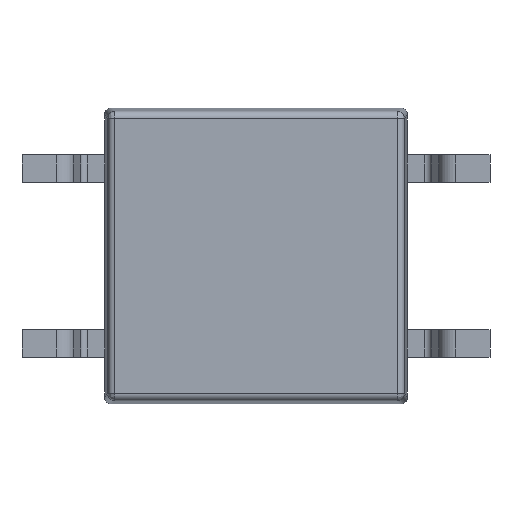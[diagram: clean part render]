
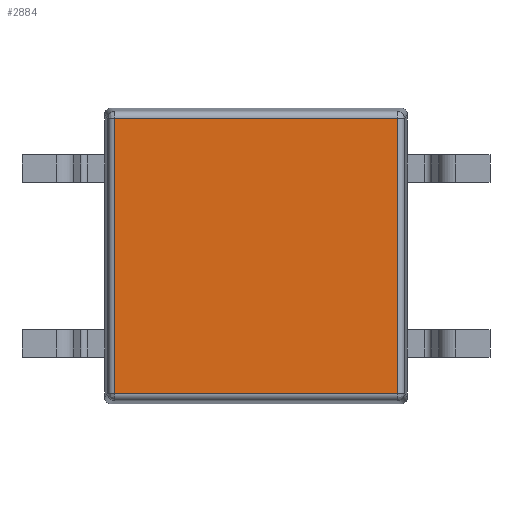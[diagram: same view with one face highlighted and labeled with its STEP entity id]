
A CAD part, front view. The second image highlights one B-rep face of the part: STEP entity #2884.
In plain terms, the highlighted planar face has unit normal (0, -1, 0).
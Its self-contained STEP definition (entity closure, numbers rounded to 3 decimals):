
#5 = CARTESIAN_POINT ( 'NONE',  ( -2.053, 0.1, 2.003 ) ) ;
#135 = CARTESIAN_POINT ( 'NONE',  ( 2.053, 0.1, -2.003 ) ) ;
#321 = DIRECTION ( 'NONE',  ( 0., 0., -1. ) ) ;
#354 = EDGE_CURVE ( 'NONE', #1933, #405, #1640, .T. ) ;
#405 = VERTEX_POINT ( 'NONE', #3451 ) ;
#606 = DIRECTION ( 'NONE',  ( 1., 0., 0. ) ) ;
#690 = CARTESIAN_POINT ( 'NONE',  ( 0., 0.1, 2.003 ) ) ;
#714 = EDGE_LOOP ( 'NONE', ( #2182, #1686, #3563, #2489 ) ) ;
#786 = DIRECTION ( 'NONE',  ( 0., 0., -1. ) ) ;
#850 = VERTEX_POINT ( 'NONE', #135 ) ;
#893 = CARTESIAN_POINT ( 'NONE',  ( 0., 0.1, 0. ) ) ;
#1131 = VECTOR ( 'NONE', #1153, 1000. ) ;
#1140 = FACE_OUTER_BOUND ( 'NONE', #714, .T. ) ;
#1153 = DIRECTION ( 'NONE',  ( 0., 0., 1. ) ) ;
#1176 = DIRECTION ( 'NONE',  ( 0., -1., 0. ) ) ;
#1198 = CARTESIAN_POINT ( 'NONE',  ( 2.053, 0.1, 0. ) ) ;
#1399 = CARTESIAN_POINT ( 'NONE',  ( -2.053, 0.1, 0. ) ) ;
#1514 = PLANE ( 'NONE',  #3613 ) ;
#1640 = LINE ( 'NONE', #1399, #2206 ) ;
#1686 = ORIENTED_EDGE ( 'NONE', *, *, #1716, .T. ) ;
#1687 = DIRECTION ( 'NONE',  ( -1., 0., 0. ) ) ;
#1716 = EDGE_CURVE ( 'NONE', #850, #2648, #3178, .T. ) ;
#1884 = EDGE_CURVE ( 'NONE', #405, #850, #2290, .T. ) ;
#1933 = VERTEX_POINT ( 'NONE', #5 ) ;
#2118 = LINE ( 'NONE', #690, #3664 ) ;
#2182 = ORIENTED_EDGE ( 'NONE', *, *, #1884, .T. ) ;
#2206 = VECTOR ( 'NONE', #786, 1000. ) ;
#2290 = LINE ( 'NONE', #3376, #2686 ) ;
#2489 = ORIENTED_EDGE ( 'NONE', *, *, #354, .T. ) ;
#2648 = VERTEX_POINT ( 'NONE', #3501 ) ;
#2686 = VECTOR ( 'NONE', #606, 1000. ) ;
#2884 = ADVANCED_FACE ( 'NONE', ( #1140 ), #1514, .T. ) ;
#3063 = EDGE_CURVE ( 'NONE', #2648, #1933, #2118, .T. ) ;
#3178 = LINE ( 'NONE', #1198, #1131 ) ;
#3376 = CARTESIAN_POINT ( 'NONE',  ( 0., 0.1, -2.003 ) ) ;
#3451 = CARTESIAN_POINT ( 'NONE',  ( -2.053, 0.1, -2.003 ) ) ;
#3501 = CARTESIAN_POINT ( 'NONE',  ( 2.053, 0.1, 2.003 ) ) ;
#3563 = ORIENTED_EDGE ( 'NONE', *, *, #3063, .T. ) ;
#3613 = AXIS2_PLACEMENT_3D ( 'NONE', #893, #1176, #321 ) ;
#3664 = VECTOR ( 'NONE', #1687, 1000. ) ;
